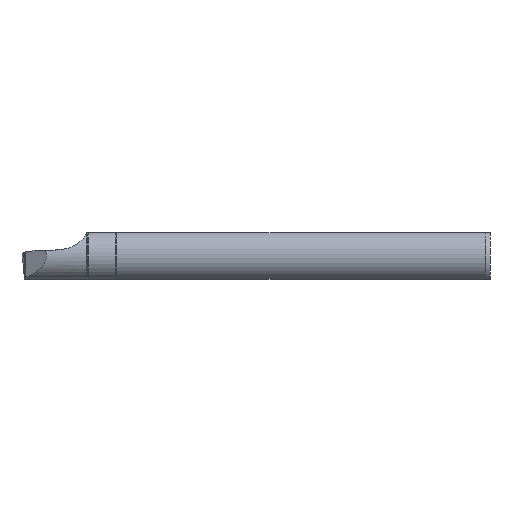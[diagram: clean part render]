
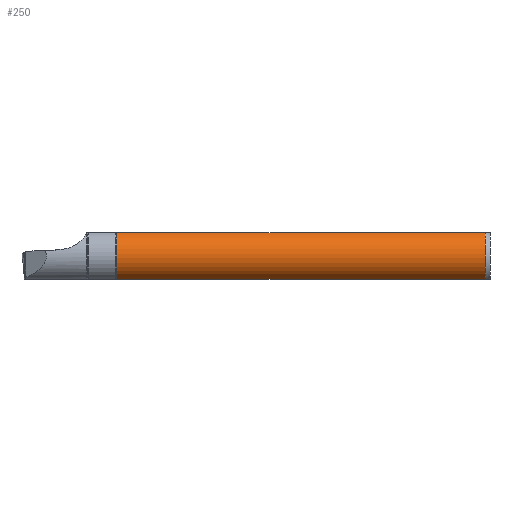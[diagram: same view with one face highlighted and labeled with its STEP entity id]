
A CAD part, front view. The second image highlights one B-rep face of the part: STEP entity #250.
In plain terms, the highlighted cylindrical face has radius 10 mm (diameter 20 mm), a partial arc.
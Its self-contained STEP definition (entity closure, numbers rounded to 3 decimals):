
#126=CYLINDRICAL_SURFACE('',#1709,10.);
#157=CIRCLE('',#1706,10.);
#158=CIRCLE('',#1708,10.);
#250=ADVANCED_FACE('',(#377),#126,.T.);
#377=FACE_OUTER_BOUND('',#459,.T.);
#459=EDGE_LOOP('',(#858,#859,#860,#861));
#541=LINE('',#2299,#633);
#551=LINE('',#2428,#643);
#633=VECTOR('',#1842,1.);
#643=VECTOR('',#1856,1.);
#858=ORIENTED_EDGE('',*,*,#1365,.F.);
#859=ORIENTED_EDGE('',*,*,#1445,.F.);
#860=ORIENTED_EDGE('',*,*,#1394,.T.);
#861=ORIENTED_EDGE('',*,*,#1446,.T.);
#1203=VERTEX_POINT('',#2298);
#1204=VERTEX_POINT('',#2300);
#1220=VERTEX_POINT('',#2373);
#1232=VERTEX_POINT('',#2427);
#1365=EDGE_CURVE('',#1203,#1204,#541,.T.);
#1394=EDGE_CURVE('',#1220,#1232,#551,.T.);
#1445=EDGE_CURVE('',#1220,#1203,#157,.T.);
#1446=EDGE_CURVE('',#1232,#1204,#158,.T.);
#1706=AXIS2_PLACEMENT_3D('',#2595,#1957,#1958);
#1708=AXIS2_PLACEMENT_3D('',#2597,#1961,#1962);
#1709=AXIS2_PLACEMENT_3D('',#2598,#1963,#1964);
#1842=DIRECTION('',(-1.,0.,0.));
#1856=DIRECTION('',(-1.,0.,0.));
#1957=DIRECTION('',(1.,0.,0.));
#1958=DIRECTION('',(0.,0.,1.));
#1961=DIRECTION('',(1.,0.,0.));
#1962=DIRECTION('',(0.,0.,1.));
#1963=DIRECTION('',(-1.,0.,0.));
#1964=DIRECTION('',(0.,0.,1.));
#2298=CARTESIAN_POINT('',(179.47,-17.853,-9.275));
#2299=CARTESIAN_POINT('',(-77.479,-17.853,-9.275));
#2300=CARTESIAN_POINT('',(36.72,-17.853,-9.275));
#2373=CARTESIAN_POINT('',(179.47,-17.853,8.725));
#2427=CARTESIAN_POINT('',(36.72,-17.853,8.725));
#2428=CARTESIAN_POINT('',(-77.479,-17.853,8.725));
#2595=CARTESIAN_POINT('',(179.47,-13.494,-0.275));
#2597=CARTESIAN_POINT('',(36.72,-13.494,-0.275));
#2598=CARTESIAN_POINT('',(-77.479,-13.494,-0.275));
